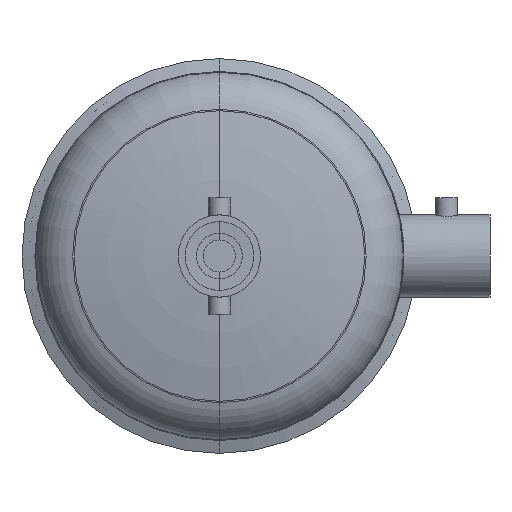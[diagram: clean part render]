
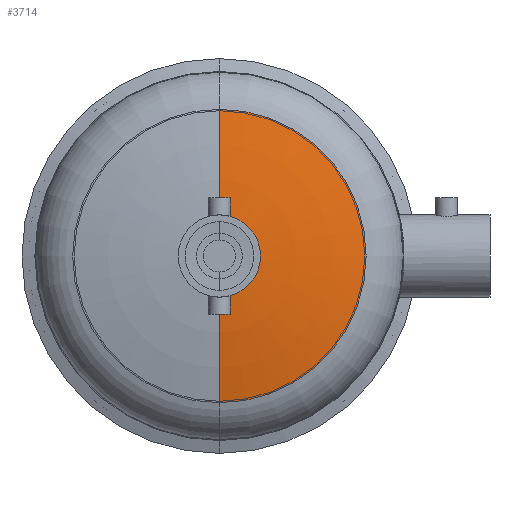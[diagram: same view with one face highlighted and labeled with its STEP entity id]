
A CAD part, front view. The second image highlights one B-rep face of the part: STEP entity #3714.
In plain terms, the highlighted toroidal (fillet/blend) face has major radius 0.756 mm and minor radius 508 mm.
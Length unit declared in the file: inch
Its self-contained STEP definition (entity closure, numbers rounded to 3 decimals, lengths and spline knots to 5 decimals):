
#62 = DIRECTION ( 'NONE',  ( 0., 0., 1. ) ) ;
#92 = CARTESIAN_POINT ( 'NONE',  ( 0., 22.46592, -0.02975 ) ) ;
#268 = VERTEX_POINT ( 'NONE', #1572 ) ;
#295 = CARTESIAN_POINT ( 'NONE',  ( 0., 22.46592, 0.02975 ) ) ;
#341 = AXIS2_PLACEMENT_3D ( 'NONE', #3917, #1490, #4263 ) ;
#447 = AXIS2_PLACEMENT_3D ( 'NONE', #1042, #1109, #2458 ) ;
#482 = EDGE_CURVE ( 'NONE', #2890, #268, #3991, .T. ) ;
#488 = ORIENTED_EDGE ( 'NONE', *, *, #482, .T. ) ;
#649 = DIRECTION ( 'NONE',  ( 1., 0., 0. ) ) ;
#674 = ORIENTED_EDGE ( 'NONE', *, *, #1865, .F. ) ;
#969 = VERTEX_POINT ( 'NONE', #4079 ) ;
#981 = CARTESIAN_POINT ( 'NONE',  ( 0., 2.92118, -4.27279 ) ) ;
#1012 = DIRECTION ( 'NONE',  ( 0., 0., -1. ) ) ;
#1042 = CARTESIAN_POINT ( 'NONE',  ( 0., 2.92118, 0. ) ) ;
#1067 = ORIENTED_EDGE ( 'NONE', *, *, #1136, .T. ) ;
#1109 = DIRECTION ( 'NONE',  ( 0., -1., 0. ) ) ;
#1117 = AXIS2_PLACEMENT_3D ( 'NONE', #3607, #1172, #2556 ) ;
#1136 = EDGE_CURVE ( 'NONE', #3548, #2890, #3397, .T. ) ;
#1172 = DIRECTION ( 'NONE',  ( 0., -1., 0. ) ) ;
#1454 = CIRCLE ( 'NONE', #4307, 20. ) ;
#1490 = DIRECTION ( 'NONE',  ( 0., -1., 0. ) ) ;
#1572 = CARTESIAN_POINT ( 'NONE',  ( 0., 2.5, 1.19685 ) ) ;
#1579 = CARTESIAN_POINT ( 'NONE',  ( 0., 2.92118, 4.27279 ) ) ;
#1773 = TOROIDAL_SURFACE ( 'NONE', #1117, 0.02975, 20. ) ;
#1865 = EDGE_CURVE ( 'NONE', #3548, #969, #1454, .T. ) ;
#2432 = CIRCLE ( 'NONE', #341, 1.19685 ) ;
#2458 = DIRECTION ( 'NONE',  ( 0., 0., -1. ) ) ;
#2544 = DIRECTION ( 'NONE',  ( -1., 0., 0. ) ) ;
#2556 = DIRECTION ( 'NONE',  ( 0., 0., -1. ) ) ;
#2622 = EDGE_LOOP ( 'NONE', ( #1067, #488, #4404, #674 ) ) ;
#2765 = EDGE_CURVE ( 'NONE', #969, #268, #2432, .T. ) ;
#2890 = VERTEX_POINT ( 'NONE', #1579 ) ;
#3397 = CIRCLE ( 'NONE', #447, 4.27279 ) ;
#3548 = VERTEX_POINT ( 'NONE', #981 ) ;
#3607 = CARTESIAN_POINT ( 'NONE',  ( 0., 22.46592, 0. ) ) ;
#3714 = ADVANCED_FACE ( 'NONE', ( #4086 ), #1773, .T. ) ;
#3917 = CARTESIAN_POINT ( 'NONE',  ( 0., 2.5, 0. ) ) ;
#3991 = CIRCLE ( 'NONE', #4081, 20. ) ;
#4079 = CARTESIAN_POINT ( 'NONE',  ( 0., 2.5, -1.19685 ) ) ;
#4081 = AXIS2_PLACEMENT_3D ( 'NONE', #295, #649, #1012 ) ;
#4086 = FACE_OUTER_BOUND ( 'NONE', #2622, .T. ) ;
#4263 = DIRECTION ( 'NONE',  ( 0., 0., -1. ) ) ;
#4307 = AXIS2_PLACEMENT_3D ( 'NONE', #92, #2544, #62 ) ;
#4404 = ORIENTED_EDGE ( 'NONE', *, *, #2765, .F. ) ;
